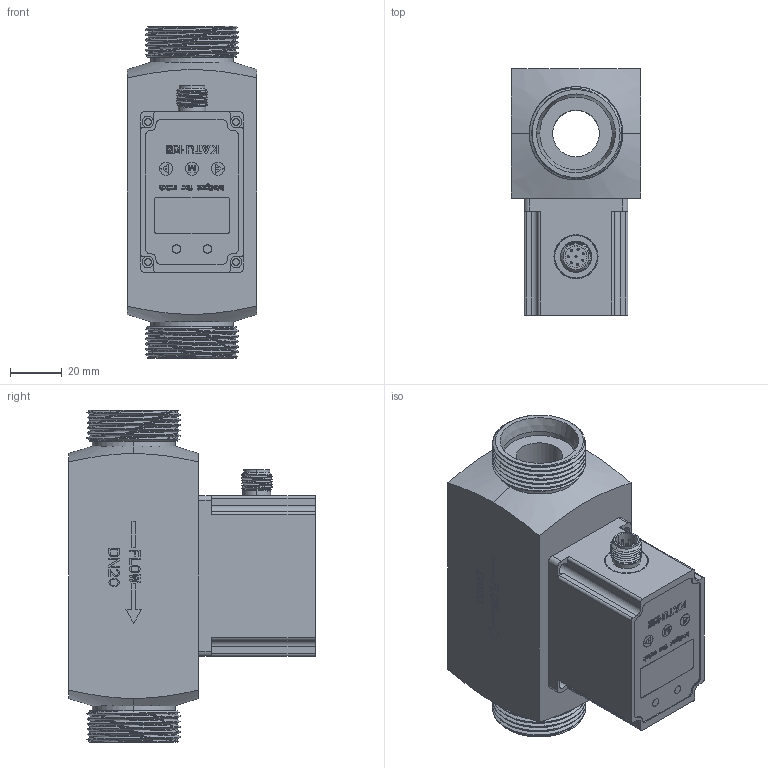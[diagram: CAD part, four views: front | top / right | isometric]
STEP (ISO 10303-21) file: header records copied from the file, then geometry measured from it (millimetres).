
FILE_DESCRIPTION((''),'2;1');
FILE_NAME('FM160-DN20-M36M_ASM','2021-10-15T',('Administrator'),(''),'CREO PARAMETRIC BY PTC INC, 2014350','CREO PARAMETRIC BY PTC INC, 2014350','');
FILE_SCHEMA(('CONFIG_CONTROL_DESIGN'));
Length unit declared in the file: millimetre
Products named in the file (4): FM160-DM20-M36X2; FTS510_2021_7_12; KYF12J8Z-M12-O-Q; FM160-DN20-M36M_ASM
Assembly tree (3 placements, depth 2):
  FM160-DN20-M36M_ASM
    FM160-DM20-M36X2
    FTS510_2021_7_12
    KYF12J8Z-M12-O-Q
Bounding box: 50 x 95 x 128 mm (x, y, z)
Volume: 254025.9 mm3; surface area: 62158.5 mm2
Topology: 3 solids, 3 shells, 1377 faces, 3671 edges, 2428 vertices
Faces by surface type: plane 999, cylinder 269, bspline 70, cone 39
Entity records: 52873 total; most frequent: CARTESIAN_POINT 18423, ORIENTED_EDGE 7342, DIRECTION 6674, EDGE_CURVE 3671, VECTOR 2886, LINE 2886, VERTEX_POINT 2428, AXIS2_PLACEMENT_3D 1894
